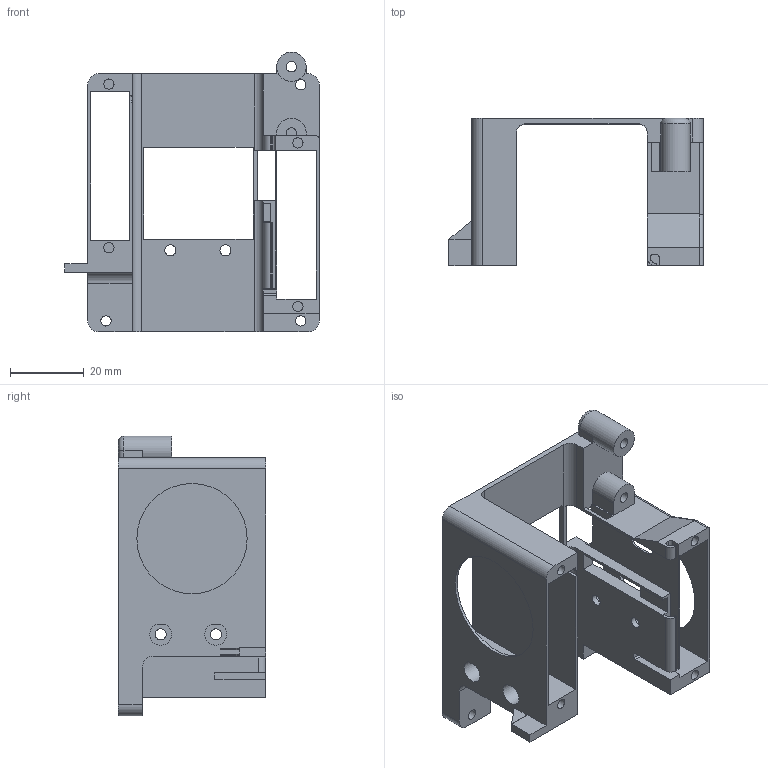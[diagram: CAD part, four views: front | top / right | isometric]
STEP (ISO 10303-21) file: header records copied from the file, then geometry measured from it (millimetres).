
FILE_DESCRIPTION(/* description */ (''),/* implementation_level */ '2;1');
FILE_NAME(/* name */ 'BottomPart.step',/* time_stamp */ '2023-01-07T08:42:30+03:00',/* author */ (''),/* organization */ (''),/* preprocessor_version */ 'ST-DEVELOPER v19.2',/* originating_system */ 'Autodesk Translation Framework v11.17.0.187',/* authorisation */ '');
FILE_SCHEMA (('AUTOMOTIVE_DESIGN { 1 0 10303 214 3 1 1 }'));
Length unit declared in the file: millimetre
Products named in the file (1): BottomPart
Bounding box: 69.2 x 40 x 76.1 mm (x, y, z)
Volume: 22356.2 mm3; surface area: 23408 mm2
Topology: 1 solids, 1 shells, 169 faces, 485 edges, 319 vertices
Faces by surface type: plane 111, cylinder 57, torus 1
Full cylindrical faces by diameter (mm): 2.8 x10, 3 x6, 6 x2, 8 x1, 30 x2
Entity records: 5630 total; most frequent: CARTESIAN_POINT 974, ORIENTED_EDGE 970, DIRECTION 939, EDGE_CURVE 485, LINE 371, VECTOR 371, VERTEX_POINT 319, AXIS2_PLACEMENT_3D 284
